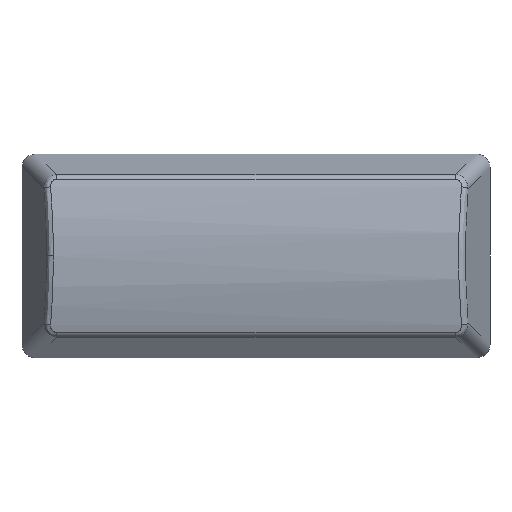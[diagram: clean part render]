
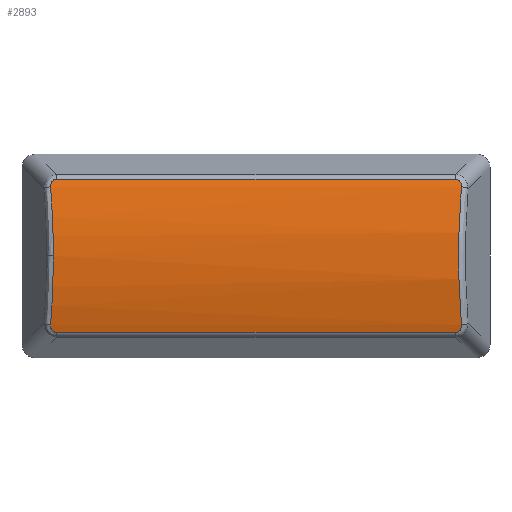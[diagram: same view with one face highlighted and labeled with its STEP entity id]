
A CAD part, top view. The second image highlights one B-rep face of the part: STEP entity #2893.
In plain terms, the highlighted cylindrical face has radius 25.296 mm (diameter 50.591 mm), a partial arc.
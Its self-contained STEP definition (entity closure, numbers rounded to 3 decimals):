
#2759=CARTESIAN_POINT('',(-749.764,143.35,-18.096));
#2760=DIRECTION('',(1.,0.,0.));
#2761=DIRECTION('',(0.,0.,-1.));
#2762=AXIS2_PLACEMENT_3D('',#2759,#2760,#2761);
#2763=CYLINDRICAL_SURFACE('',#2762,25.296);
#2764=CARTESIAN_POINT('',(144.691,137.133,6.424));
#2765=VERTEX_POINT('',#2764);
#2766=CARTESIAN_POINT('',(144.691,149.567,6.424));
#2767=VERTEX_POINT('',#2766);
#2768=CARTESIAN_POINT('',(152.557,143.35,-18.096));
#2769=DIRECTION('',(-0.952,-0.,-0.305));
#2770=DIRECTION('',(0.305,0.,-0.952));
#2771=AXIS2_PLACEMENT_3D('',#2768,#2769,#2770);
#2772=ELLIPSE('',#2771,26.566,25.296);
#2773=EDGE_CURVE('',#2765,#2767,#2772,.T.);
#2774=ORIENTED_EDGE('',*,*,#2773,.T.);
#2775=CARTESIAN_POINT('',(144.152,150.232,6.246));
#2776=VERTEX_POINT('',#2775);
#2777=CARTESIAN_POINT('',(144.691,149.567,6.424));
#2778=CARTESIAN_POINT('',(144.697,149.648,6.404));
#2779=CARTESIAN_POINT('',(144.692,149.729,6.383));
#2780=CARTESIAN_POINT('',(144.673,149.807,6.362));
#2781=CARTESIAN_POINT('',(144.653,149.886,6.341));
#2782=CARTESIAN_POINT('',(144.62,149.961,6.321));
#2783=CARTESIAN_POINT('',(144.571,150.025,6.303));
#2784=CARTESIAN_POINT('',(144.523,150.09,6.286));
#2785=CARTESIAN_POINT('',(144.459,150.143,6.271));
#2786=CARTESIAN_POINT('',(144.387,150.179,6.261));
#2787=CARTESIAN_POINT('',(144.351,150.197,6.256));
#2788=CARTESIAN_POINT('',(144.312,150.21,6.252));
#2789=CARTESIAN_POINT('',(144.272,150.219,6.249));
#2790=CARTESIAN_POINT('',(144.233,150.228,6.247));
#2791=CARTESIAN_POINT('',(144.193,150.232,6.246));
#2792=CARTESIAN_POINT('',(144.152,150.232,6.246));
#2793=B_SPLINE_CURVE_WITH_KNOTS('',3,(#2777,#2778,#2779,#2780,#2781,#2782,#2783,#2784,#2785,#2786,#2787,#2788,#2789,#2790,#2791,#2792),.UNSPECIFIED.,.F.,.F.,(4,3,3,3,3,4),(0.,0.,0.,0.001,0.001,0.001),.UNSPECIFIED.);
#2794=EDGE_CURVE('',#2767,#2776,#2793,.T.);
#2795=ORIENTED_EDGE('',*,*,#2794,.T.);
#2796=CARTESIAN_POINT('',(108.261,150.232,6.246));
#2797=VERTEX_POINT('',#2796);
#2798=CARTESIAN_POINT('',(144.152,150.232,6.246));
#2799=DIRECTION('',(-1.,-0.,-0.));
#2800=VECTOR('',#2799,35.891);
#2801=LINE('',#2798,#2800);
#2802=EDGE_CURVE('',#2776,#2797,#2801,.T.);
#2803=ORIENTED_EDGE('',*,*,#2802,.T.);
#2804=CARTESIAN_POINT('',(107.722,149.567,6.424));
#2805=VERTEX_POINT('',#2804);
#2806=CARTESIAN_POINT('',(108.261,150.232,6.246));
#2807=CARTESIAN_POINT('',(108.22,150.232,6.246));
#2808=CARTESIAN_POINT('',(108.18,150.228,6.247));
#2809=CARTESIAN_POINT('',(108.14,150.219,6.249));
#2810=CARTESIAN_POINT('',(108.101,150.21,6.252));
#2811=CARTESIAN_POINT('',(108.062,150.197,6.256));
#2812=CARTESIAN_POINT('',(108.025,150.179,6.261));
#2813=CARTESIAN_POINT('',(107.953,150.143,6.271));
#2814=CARTESIAN_POINT('',(107.89,150.09,6.286));
#2815=CARTESIAN_POINT('',(107.841,150.025,6.303));
#2816=CARTESIAN_POINT('',(107.793,149.961,6.321));
#2817=CARTESIAN_POINT('',(107.759,149.886,6.341));
#2818=CARTESIAN_POINT('',(107.74,149.807,6.362));
#2819=CARTESIAN_POINT('',(107.721,149.729,6.383));
#2820=CARTESIAN_POINT('',(107.715,149.648,6.404));
#2821=CARTESIAN_POINT('',(107.722,149.567,6.424));
#2822=B_SPLINE_CURVE_WITH_KNOTS('',3,(#2806,#2807,#2808,#2809,#2810,#2811,#2812,#2813,#2814,#2815,#2816,#2817,#2818,#2819,#2820,#2821),.UNSPECIFIED.,.F.,.F.,(4,3,3,3,3,4),(0.,0.,0.,0.,0.001,0.001),.UNSPECIFIED.);
#2823=EDGE_CURVE('',#2797,#2805,#2822,.T.);
#2824=ORIENTED_EDGE('',*,*,#2823,.T.);
#2825=CARTESIAN_POINT('',(107.971,143.35,7.2));
#2826=VERTEX_POINT('',#2825);
#2827=CARTESIAN_POINT('',(99.855,143.35,-18.096));
#2828=DIRECTION('',(0.952,-0.,-0.305));
#2829=DIRECTION('',(0.305,0.,0.952));
#2830=AXIS2_PLACEMENT_3D('',#2827,#2828,#2829);
#2831=ELLIPSE('',#2830,26.566,25.296);
#2832=EDGE_CURVE('',#2805,#2826,#2831,.T.);
#2833=ORIENTED_EDGE('',*,*,#2832,.T.);
#2834=CARTESIAN_POINT('',(107.722,137.133,6.424));
#2835=VERTEX_POINT('',#2834);
#2836=CARTESIAN_POINT('',(99.855,143.35,-18.096));
#2837=DIRECTION('',(0.952,-0.,-0.305));
#2838=DIRECTION('',(0.305,0.,0.952));
#2839=AXIS2_PLACEMENT_3D('',#2836,#2837,#2838);
#2840=ELLIPSE('',#2839,26.566,25.296);
#2841=EDGE_CURVE('',#2826,#2835,#2840,.T.);
#2842=ORIENTED_EDGE('',*,*,#2841,.T.);
#2843=CARTESIAN_POINT('',(108.261,136.468,6.246));
#2844=VERTEX_POINT('',#2843);
#2845=CARTESIAN_POINT('',(107.722,137.133,6.424));
#2846=CARTESIAN_POINT('',(107.715,137.052,6.404));
#2847=CARTESIAN_POINT('',(107.721,136.971,6.383));
#2848=CARTESIAN_POINT('',(107.74,136.893,6.362));
#2849=CARTESIAN_POINT('',(107.759,136.814,6.341));
#2850=CARTESIAN_POINT('',(107.793,136.739,6.321));
#2851=CARTESIAN_POINT('',(107.841,136.675,6.303));
#2852=CARTESIAN_POINT('',(107.89,136.61,6.286));
#2853=CARTESIAN_POINT('',(107.953,136.557,6.271));
#2854=CARTESIAN_POINT('',(108.025,136.521,6.261));
#2855=CARTESIAN_POINT('',(108.062,136.503,6.256));
#2856=CARTESIAN_POINT('',(108.101,136.49,6.252));
#2857=CARTESIAN_POINT('',(108.14,136.481,6.249));
#2858=CARTESIAN_POINT('',(108.18,136.472,6.247));
#2859=CARTESIAN_POINT('',(108.22,136.468,6.246));
#2860=CARTESIAN_POINT('',(108.261,136.468,6.246));
#2861=B_SPLINE_CURVE_WITH_KNOTS('',3,(#2845,#2846,#2847,#2848,#2849,#2850,#2851,#2852,#2853,#2854,#2855,#2856,#2857,#2858,#2859,#2860),.UNSPECIFIED.,.F.,.F.,(4,3,3,3,3,4),(0.,0.,0.,0.001,0.001,0.001),.UNSPECIFIED.);
#2862=EDGE_CURVE('',#2835,#2844,#2861,.T.);
#2863=ORIENTED_EDGE('',*,*,#2862,.T.);
#2864=CARTESIAN_POINT('',(144.152,136.468,6.246));
#2865=VERTEX_POINT('',#2864);
#2866=CARTESIAN_POINT('',(108.261,136.468,6.246));
#2867=DIRECTION('',(1.,0.,0.));
#2868=VECTOR('',#2867,35.891);
#2869=LINE('',#2866,#2868);
#2870=EDGE_CURVE('',#2844,#2865,#2869,.T.);
#2871=ORIENTED_EDGE('',*,*,#2870,.T.);
#2872=CARTESIAN_POINT('',(144.152,136.468,6.246));
#2873=CARTESIAN_POINT('',(144.234,136.468,6.246));
#2874=CARTESIAN_POINT('',(144.315,136.486,6.251));
#2875=CARTESIAN_POINT('',(144.388,136.521,6.261));
#2876=CARTESIAN_POINT('',(144.424,136.539,6.266));
#2877=CARTESIAN_POINT('',(144.459,136.562,6.272));
#2878=CARTESIAN_POINT('',(144.489,136.588,6.279));
#2879=CARTESIAN_POINT('',(144.52,136.614,6.287));
#2880=CARTESIAN_POINT('',(144.547,136.643,6.295));
#2881=CARTESIAN_POINT('',(144.572,136.675,6.304));
#2882=CARTESIAN_POINT('',(144.62,136.74,6.321));
#2883=CARTESIAN_POINT('',(144.653,136.814,6.341));
#2884=CARTESIAN_POINT('',(144.673,136.893,6.362));
#2885=CARTESIAN_POINT('',(144.692,136.972,6.383));
#2886=CARTESIAN_POINT('',(144.697,137.052,6.404));
#2887=CARTESIAN_POINT('',(144.691,137.133,6.424));
#2888=B_SPLINE_CURVE_WITH_KNOTS('',3,(#2872,#2873,#2874,#2875,#2876,#2877,#2878,#2879,#2880,#2881,#2882,#2883,#2884,#2885,#2886,#2887),.UNSPECIFIED.,.F.,.F.,(4,3,3,3,3,4),(0.,0.,0.,0.,0.001,0.001),.UNSPECIFIED.);
#2889=EDGE_CURVE('',#2865,#2765,#2888,.T.);
#2890=ORIENTED_EDGE('',*,*,#2889,.T.);
#2891=EDGE_LOOP('',(#2774,#2795,#2803,#2824,#2833,#2842,#2863,#2871,#2890));
#2892=FACE_BOUND('',#2891,.T.);
#2893=ADVANCED_FACE('',(#2892),#2763,.T.);
